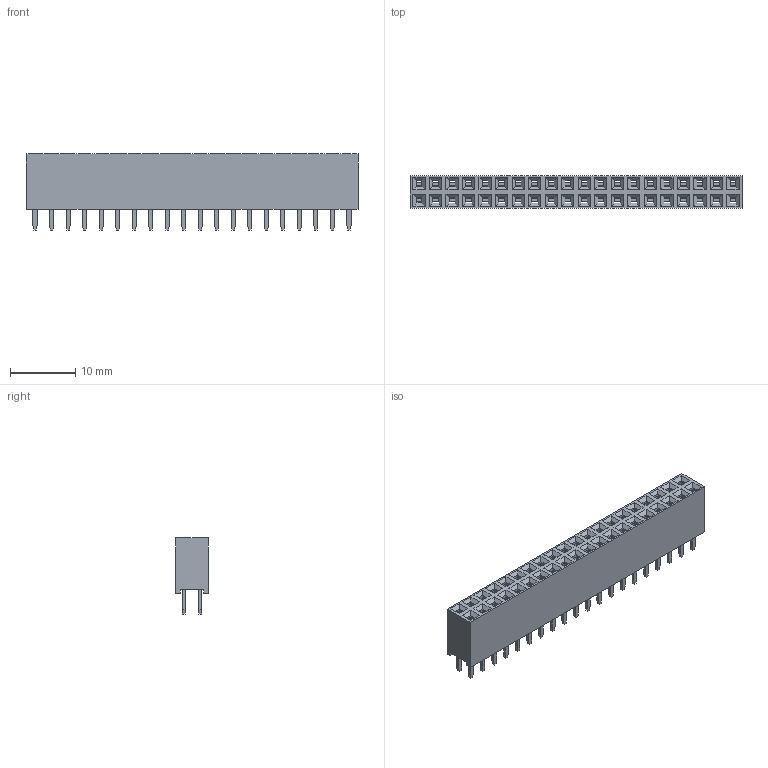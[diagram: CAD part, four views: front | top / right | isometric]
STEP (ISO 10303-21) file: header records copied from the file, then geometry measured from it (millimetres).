
FILE_DESCRIPTION(('FreeCAD Model'),'2;1');
FILE_NAME('female_header_a-bl254-dg-g40d.step', '2017-10-11T14:14:44',('kicad StepUp'),('ksu MCAD'), 'Open CASCADE STEP processor 6.8','FreeCAD','Unknown');
FILE_SCHEMA(('AUTOMOTIVE_DESIGN_CC2 { 1 2 10303 214 -1 1 5 4 }'));
Length unit declared in the file: millimetre
Products named in the file (1): female_header_a-bl254-dg-g40d
Bounding box: 51.05 x 5 x 11.7 mm (x, y, z)
Volume: 933.2 mm3; surface area: 4360.8 mm2
Topology: 1 solids, 1 shells, 1226 faces, 3786 edges, 2524 vertices
Faces by surface type: plane 1104, cylinder 122
Entity records: 50450 total; most frequent: ORIENTED_EDGE 7572, CARTESIAN_POINT 7537, DIRECTION 6484, EDGE_CURVE 3786, LINE 3542, VECTOR 3542, VERTEX_POINT 2524, AXIS2_PLACEMENT_3D 1471
